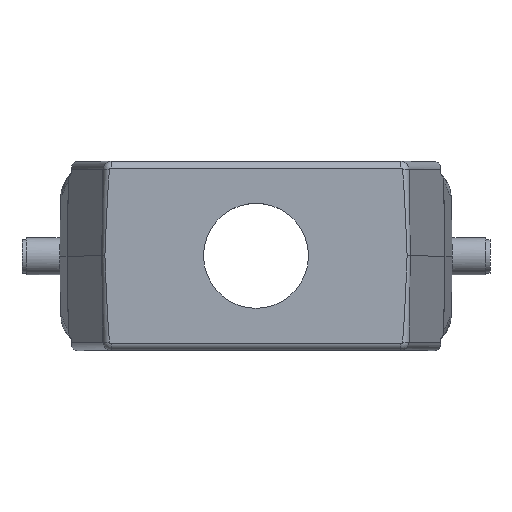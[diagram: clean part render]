
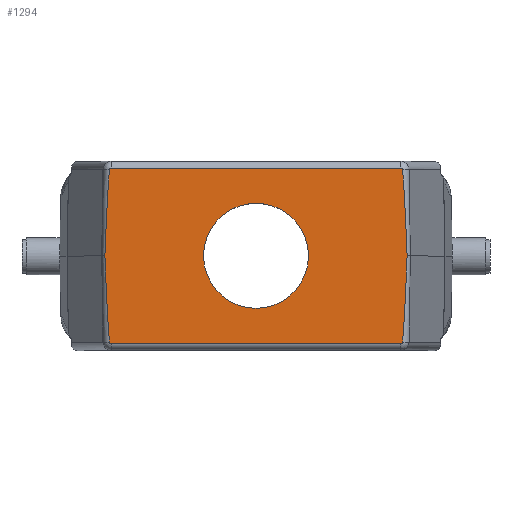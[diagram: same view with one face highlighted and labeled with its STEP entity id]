
A CAD part, top view. The second image highlights one B-rep face of the part: STEP entity #1294.
In plain terms, the highlighted planar face has unit normal (0, 0, 1).
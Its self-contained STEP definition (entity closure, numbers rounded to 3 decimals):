
#949=FACE_BOUND('',#1996,.T.);
#950=FACE_BOUND('',#1997,.T.);
#977=CIRCLE('',#5485,0.407);
#981=CIRCLE('',#5490,0.407);
#985=CIRCLE('',#5505,0.407);
#989=CIRCLE('',#5510,0.407);
#1043=CIRCLE('',#5782,12.5);
#1294=ADVANCED_FACE('',(#949,#950),#1478,.T.);
#1478=PLANE('',#5783);
#1996=EDGE_LOOP('',(#3343));
#1997=EDGE_LOOP('',(#3344,#3345,#3346,#3347,#3348,#3349,#3350,#3351,#3352,
#3353));
#2025=ELLIPSE('',#5493,114.609,2.);
#2028=ELLIPSE('',#5497,114.609,2.);
#2029=ELLIPSE('',#5499,114.609,2.);
#2030=ELLIPSE('',#5503,114.609,2.);
#3343=ORIENTED_EDGE('',*,*,#4486,.T.);
#3344=ORIENTED_EDGE('',*,*,#3871,.F.);
#3345=ORIENTED_EDGE('',*,*,#3877,.F.);
#3346=ORIENTED_EDGE('',*,*,#3883,.F.);
#3347=ORIENTED_EDGE('',*,*,#3889,.F.);
#3348=ORIENTED_EDGE('',*,*,#3891,.F.);
#3349=ORIENTED_EDGE('',*,*,#3885,.F.);
#3350=ORIENTED_EDGE('',*,*,#3879,.F.);
#3351=ORIENTED_EDGE('',*,*,#3873,.F.);
#3352=ORIENTED_EDGE('',*,*,#3867,.F.);
#3353=ORIENTED_EDGE('',*,*,#3864,.F.);
#3422=VERTEX_POINT('',#7079);
#3424=VERTEX_POINT('',#7082);
#3426=VERTEX_POINT('',#7088);
#3428=VERTEX_POINT('',#7094);
#3430=VERTEX_POINT('',#7100);
#3432=VERTEX_POINT('',#7106);
#3434=VERTEX_POINT('',#7112);
#3436=VERTEX_POINT('',#7118);
#3438=VERTEX_POINT('',#7124);
#3440=VERTEX_POINT('',#7130);
#3823=VERTEX_POINT('',#16534);
#3864=EDGE_CURVE('',#3422,#3424,#4513,.T.);
#3867=EDGE_CURVE('',#3424,#3426,#977,.T.);
#3871=EDGE_CURVE('',#3428,#3422,#981,.T.);
#3873=EDGE_CURVE('',#3426,#3430,#2025,.T.);
#3877=EDGE_CURVE('',#3432,#3428,#2028,.T.);
#3879=EDGE_CURVE('',#3430,#3434,#2029,.T.);
#3883=EDGE_CURVE('',#3436,#3432,#2030,.T.);
#3885=EDGE_CURVE('',#3434,#3438,#985,.T.);
#3889=EDGE_CURVE('',#3440,#3436,#989,.T.);
#3891=EDGE_CURVE('',#3438,#3440,#4519,.T.);
#4486=EDGE_CURVE('',#3823,#3823,#1043,.T.);
#4513=LINE('',#7081,#4933);
#4519=LINE('',#7135,#4939);
#4933=VECTOR('',#5872,1.);
#4939=VECTOR('',#5938,1.);
#5485=AXIS2_PLACEMENT_3D('',#7087,#5878,#5879);
#5490=AXIS2_PLACEMENT_3D('',#7096,#5888,#5889);
#5493=AXIS2_PLACEMENT_3D('',#7099,#5894,#5895);
#5497=AXIS2_PLACEMENT_3D('',#7108,#5903,#5904);
#5499=AXIS2_PLACEMENT_3D('',#7111,#5908,#5909);
#5503=AXIS2_PLACEMENT_3D('',#7120,#5917,#5918);
#5505=AXIS2_PLACEMENT_3D('',#7123,#5922,#5923);
#5510=AXIS2_PLACEMENT_3D('',#7132,#5932,#5933);
#5782=AXIS2_PLACEMENT_3D('',#16533,#6868,#6869);
#5783=AXIS2_PLACEMENT_3D('',#16535,#6870,#6871);
#5872=DIRECTION('',(-1.,0.,0.));
#5878=DIRECTION('',(0.,0.,-1.));
#5879=DIRECTION('',(1.,0.,0.));
#5888=DIRECTION('',(0.,0.,-1.));
#5889=DIRECTION('',(1.,0.,0.));
#5894=DIRECTION('',(0.,0.,-1.));
#5895=DIRECTION('',(0.014,-1.,0.));
#5903=DIRECTION('',(0.,0.,-1.));
#5904=DIRECTION('',(-0.014,-1.,0.));
#5908=DIRECTION('',(0.,0.,-1.));
#5909=DIRECTION('',(-0.014,-1.,0.));
#5917=DIRECTION('',(0.,0.,-1.));
#5918=DIRECTION('',(0.014,-1.,0.));
#5922=DIRECTION('',(0.,0.,-1.));
#5923=DIRECTION('',(1.,0.,0.));
#5932=DIRECTION('',(0.,0.,-1.));
#5933=DIRECTION('',(1.,0.,0.));
#5938=DIRECTION('',(1.,0.,0.));
#6868=DIRECTION('',(0.,0.,-1.));
#6869=DIRECTION('',(1.,0.,0.));
#6870=DIRECTION('',(0.,0.,1.));
#6871=DIRECTION('',(1.,0.,0.));
#7079=CARTESIAN_POINT('',(34.503,-20.907,66.45));
#7081=CARTESIAN_POINT('',(-36.447,-20.907,66.45));
#7082=CARTESIAN_POINT('',(-34.503,-20.907,66.45));
#7087=CARTESIAN_POINT('',(-34.503,-20.5,66.45));
#7088=CARTESIAN_POINT('',(-34.908,-20.54,66.45));
#7094=CARTESIAN_POINT('',(34.908,-20.54,66.45));
#7096=CARTESIAN_POINT('',(34.503,-20.5,66.45));
#7099=CARTESIAN_POINT('',(-36.118,91.681,66.45));
#7100=CARTESIAN_POINT('',(-35.999,0.,66.45));
#7106=CARTESIAN_POINT('',(35.999,0.,66.45));
#7108=CARTESIAN_POINT('',(36.118,91.681,66.45));
#7111=CARTESIAN_POINT('',(-36.118,-91.681,66.45));
#7112=CARTESIAN_POINT('',(-34.908,20.54,66.45));
#7118=CARTESIAN_POINT('',(34.908,20.54,66.45));
#7120=CARTESIAN_POINT('',(36.118,-91.681,66.45));
#7123=CARTESIAN_POINT('',(-34.503,20.5,66.45));
#7124=CARTESIAN_POINT('',(-34.503,20.907,66.45));
#7130=CARTESIAN_POINT('',(34.503,20.907,66.45));
#7132=CARTESIAN_POINT('',(34.503,20.5,66.45));
#7135=CARTESIAN_POINT('',(-40.037,20.907,66.45));
#16533=CARTESIAN_POINT('',(0.,0.,66.45));
#16534=CARTESIAN_POINT('',(12.5,0.,66.45));
#16535=CARTESIAN_POINT('',(42.5,25.,66.45));
